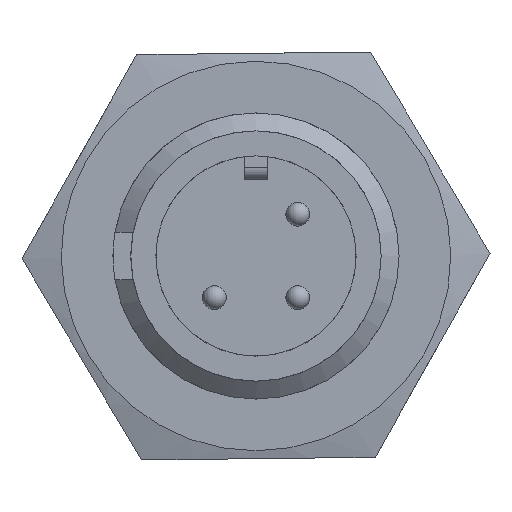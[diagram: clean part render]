
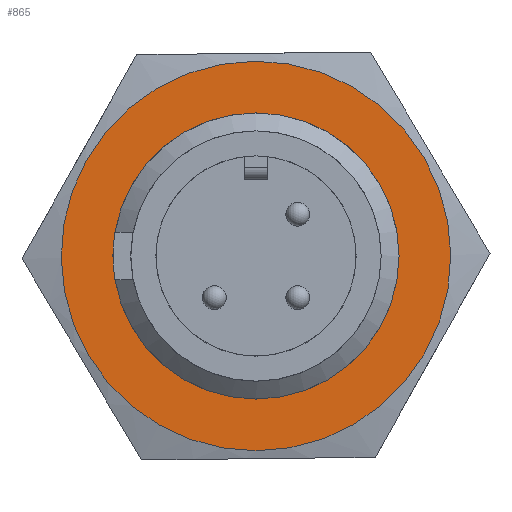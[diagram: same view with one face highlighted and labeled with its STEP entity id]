
A CAD part, left-side view. The second image highlights one B-rep face of the part: STEP entity #865.
In plain terms, the highlighted planar face has unit normal (-1, 0, 0).
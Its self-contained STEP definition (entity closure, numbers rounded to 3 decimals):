
#149 = EDGE_LOOP ( 'NONE', ( #1728 ) ) ;
#183 = EDGE_LOOP ( 'NONE', ( #1877 ) ) ;
#210 = VERTEX_POINT ( 'NONE', #2165 ) ;
#239 = VERTEX_POINT ( 'NONE', #2218 ) ;
#445 = AXIS2_PLACEMENT_3D ( 'NONE', #2107, #2110, #2082 ) ;
#603 = AXIS2_PLACEMENT_3D ( 'NONE', #916, #1404, #1421 ) ;
#606 = CIRCLE ( 'NONE', #603, 8.169 ) ;
#607 = AXIS2_PLACEMENT_3D ( 'NONE', #1537, #983, #987 ) ;
#608 = CIRCLE ( 'NONE', #607, 6. ) ;
#792 = EDGE_CURVE ( 'NONE', #210, #210, #608, .T. ) ;
#793 = EDGE_CURVE ( 'NONE', #239, #239, #606, .T. ) ;
#865 = ADVANCED_FACE ( 'NONE', ( #1625, #1623 ), #2185, .F. ) ;
#916 = CARTESIAN_POINT ( 'NONE',  ( -2., 0., 0. ) ) ;
#983 = DIRECTION ( 'NONE',  ( 1., 0., 0. ) ) ;
#987 = DIRECTION ( 'NONE',  ( 0., 0., -1. ) ) ;
#1404 = DIRECTION ( 'NONE',  ( 1., 0., 0. ) ) ;
#1421 = DIRECTION ( 'NONE',  ( 0., 0., -1. ) ) ;
#1537 = CARTESIAN_POINT ( 'NONE',  ( -2., 0., 0. ) ) ;
#1623 = FACE_OUTER_BOUND ( 'NONE', #149, .T. ) ;
#1625 = FACE_BOUND ( 'NONE', #183, .T. ) ;
#1728 = ORIENTED_EDGE ( 'NONE', *, *, #793, .F. ) ;
#1877 = ORIENTED_EDGE ( 'NONE', *, *, #792, .T. ) ;
#2082 = DIRECTION ( 'NONE',  ( 0., 0., -1. ) ) ;
#2107 = CARTESIAN_POINT ( 'NONE',  ( -2., 4.81, -8.555 ) ) ;
#2110 = DIRECTION ( 'NONE',  ( 1., 0., 0. ) ) ;
#2165 = CARTESIAN_POINT ( 'NONE',  ( -2., 0., -6. ) ) ;
#2185 = PLANE ( 'NONE',  #445 ) ;
#2218 = CARTESIAN_POINT ( 'NONE',  ( -2., 0., -8.169 ) ) ;
